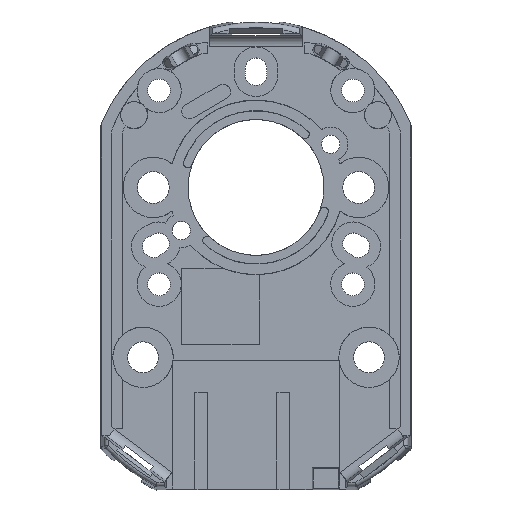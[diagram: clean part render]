
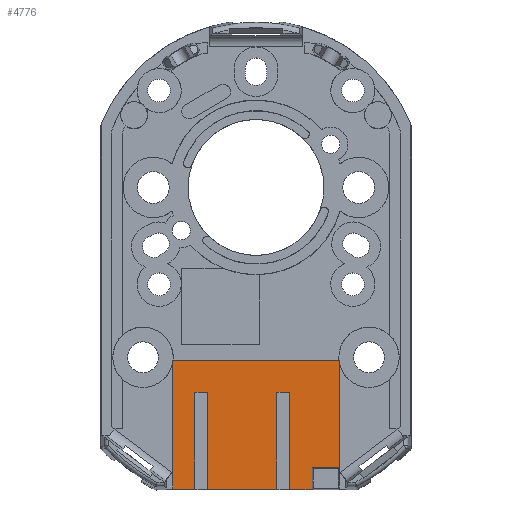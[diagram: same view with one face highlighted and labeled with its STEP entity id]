
A CAD part, top view. The second image highlights one B-rep face of the part: STEP entity #4776.
In plain terms, the highlighted planar face has unit normal (0, 0, 1).
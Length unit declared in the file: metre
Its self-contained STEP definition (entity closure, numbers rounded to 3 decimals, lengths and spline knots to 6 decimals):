
#356=CIRCLE('',#5254,0.0028);
#360=CIRCLE('',#5259,0.0028);
#1472=ORIENTED_EDGE('',*,*,#2204,.T.);
#1473=ORIENTED_EDGE('',*,*,#2552,.T.);
#1474=ORIENTED_EDGE('',*,*,#2550,.F.);
#1475=ORIENTED_EDGE('',*,*,#2189,.T.);
#1476=ORIENTED_EDGE('',*,*,#2297,.F.);
#1477=ORIENTED_EDGE('',*,*,#2483,.T.);
#1478=ORIENTED_EDGE('',*,*,#2362,.F.);
#1479=ORIENTED_EDGE('',*,*,#2479,.T.);
#1480=ORIENTED_EDGE('',*,*,#2315,.T.);
#1481=ORIENTED_EDGE('',*,*,#2553,.T.);
#1482=ORIENTED_EDGE('',*,*,#2192,.F.);
#1483=ORIENTED_EDGE('',*,*,#2195,.T.);
#1484=ORIENTED_EDGE('',*,*,#2197,.T.);
#1485=ORIENTED_EDGE('',*,*,#2554,.T.);
#1486=ORIENTED_EDGE('',*,*,#2199,.F.);
#1487=ORIENTED_EDGE('',*,*,#2202,.T.);
#2189=EDGE_CURVE('',#2860,#2859,#3256,.T.);
#2192=EDGE_CURVE('',#2861,#2862,#3259,.T.);
#2195=EDGE_CURVE('',#2861,#2863,#3262,.T.);
#2197=EDGE_CURVE('',#2863,#2864,#3264,.T.);
#2199=EDGE_CURVE('',#2865,#2866,#3266,.T.);
#2202=EDGE_CURVE('',#2865,#2867,#3269,.T.);
#2204=EDGE_CURVE('',#2867,#2868,#3271,.T.);
#2297=EDGE_CURVE('',#2929,#2859,#3325,.T.);
#2315=EDGE_CURVE('',#2943,#2942,#3336,.T.);
#2362=EDGE_CURVE('',#2967,#2968,#3366,.T.);
#2479=EDGE_CURVE('',#2967,#2943,#356,.T.);
#2483=EDGE_CURVE('',#2929,#2968,#360,.T.);
#2550=EDGE_CURVE('',#2860,#3079,#3438,.T.);
#2552=EDGE_CURVE('',#2868,#3079,#3440,.T.);
#2553=EDGE_CURVE('',#2942,#2862,#3441,.T.);
#2554=EDGE_CURVE('',#2864,#2866,#3442,.T.);
#2859=VERTEX_POINT('',#7531);
#2860=VERTEX_POINT('',#7533);
#2861=VERTEX_POINT('',#7537);
#2862=VERTEX_POINT('',#7539);
#2863=VERTEX_POINT('',#7543);
#2864=VERTEX_POINT('',#7547);
#2865=VERTEX_POINT('',#7551);
#2866=VERTEX_POINT('',#7553);
#2867=VERTEX_POINT('',#7557);
#2868=VERTEX_POINT('',#7561);
#2929=VERTEX_POINT('',#7778);
#2942=VERTEX_POINT('',#7815);
#2943=VERTEX_POINT('',#7817);
#2967=VERTEX_POINT('',#7924);
#2968=VERTEX_POINT('',#7926);
#3079=VERTEX_POINT('',#8318);
#3256=LINE('',#7532,#3602);
#3259=LINE('',#7538,#3605);
#3262=LINE('',#7544,#3608);
#3264=LINE('',#7548,#3610);
#3266=LINE('',#7552,#3612);
#3269=LINE('',#7558,#3615);
#3271=LINE('',#7562,#3617);
#3325=LINE('',#7779,#3671);
#3336=LINE('',#7816,#3682);
#3366=LINE('',#7925,#3712);
#3438=LINE('',#8317,#3784);
#3440=LINE('',#8321,#3786);
#3441=LINE('',#8322,#3787);
#3442=LINE('',#8323,#3788);
#3602=VECTOR('',#5876,1.);
#3605=VECTOR('',#5881,1.);
#3608=VECTOR('',#5886,1.);
#3610=VECTOR('',#5890,1.);
#3612=VECTOR('',#5894,1.);
#3615=VECTOR('',#5899,1.);
#3617=VECTOR('',#5903,1.);
#3671=VECTOR('',#6095,1.);
#3682=VECTOR('',#6132,1.);
#3712=VECTOR('',#6236,1.);
#3784=VECTOR('',#6646,1.);
#3786=VECTOR('',#6650,1.);
#3787=VECTOR('',#6651,1.);
#3788=VECTOR('',#6652,1.);
#4039=EDGE_LOOP('',(#1472,#1473,#1474,#1475,#1476,#1477,#1478,#1479,#1480,
#1481,#1482,#1483,#1484,#1485,#1486,#1487));
#4344=FACE_BOUND('',#4039,.T.);
#4550=PLANE('',#5306);
#4776=ADVANCED_FACE('',(#4344),#4550,.T.);
#5254=AXIS2_PLACEMENT_3D('',#8157,#6511,#6512);
#5259=AXIS2_PLACEMENT_3D('',#8163,#6521,#6522);
#5306=AXIS2_PLACEMENT_3D('',#8320,#6648,#6649);
#5876=DIRECTION('',(1.,0.,0.));
#5881=DIRECTION('',(0.,-1.,0.));
#5886=DIRECTION('',(1.,0.,0.));
#5890=DIRECTION('',(0.,-1.,0.));
#5894=DIRECTION('',(0.,-1.,0.));
#5899=DIRECTION('',(1.,0.,0.));
#5903=DIRECTION('',(0.,-1.,0.));
#6095=DIRECTION('',(0.,-1.,0.));
#6132=DIRECTION('',(0.,-1.,0.));
#6236=DIRECTION('',(1.,0.,0.));
#6511=DIRECTION('',(0.,0.,-1.));
#6512=DIRECTION('',(-1.,0.,0.));
#6521=DIRECTION('',(0.,0.,-1.));
#6522=DIRECTION('',(-1.,0.,0.));
#6646=DIRECTION('',(0.,-1.,0.));
#6648=DIRECTION('',(0.,0.,1.));
#6649=DIRECTION('',(0.,-1.,0.));
#6650=DIRECTION('',(1.,0.,0.));
#6651=DIRECTION('',(1.,0.,0.));
#6652=DIRECTION('',(1.,0.,0.));
#7531=CARTESIAN_POINT('',(0.00772,-0.025982,-0.00191));
#7532=CARTESIAN_POINT('',(0.,-0.025982,-0.00191));
#7533=CARTESIAN_POINT('',(0.0052,-0.025982,-0.00191));
#7537=CARTESIAN_POINT('',(-0.00567,-0.019,-0.00191));
#7538=CARTESIAN_POINT('',(-0.00567,-0.01042,-0.00191));
#7539=CARTESIAN_POINT('',(-0.00567,-0.027982,-0.00191));
#7543=CARTESIAN_POINT('',(-0.00447,-0.019,-0.00191));
#7544=CARTESIAN_POINT('',(0.,-0.019,-0.00191));
#7547=CARTESIAN_POINT('',(-0.00447,-0.027982,-0.00191));
#7548=CARTESIAN_POINT('',(-0.00447,-0.01042,-0.00191));
#7551=CARTESIAN_POINT('',(0.00193,-0.019,-0.00191));
#7552=CARTESIAN_POINT('',(0.00193,-0.01042,-0.00191));
#7553=CARTESIAN_POINT('',(0.00193,-0.027982,-0.00191));
#7557=CARTESIAN_POINT('',(0.00313,-0.019,-0.00191));
#7558=CARTESIAN_POINT('',(0.,-0.019,-0.00191));
#7561=CARTESIAN_POINT('',(0.00313,-0.027982,-0.00191));
#7562=CARTESIAN_POINT('',(0.00313,-0.01042,-0.00191));
#7778=CARTESIAN_POINT('',(0.00772,-0.016234,-0.00191));
#7779=CARTESIAN_POINT('',(0.00772,-0.01042,-0.00191));
#7815=CARTESIAN_POINT('',(-0.00772,-0.027982,-0.00191));
#7816=CARTESIAN_POINT('',(-0.00772,-0.01042,-0.00191));
#7817=CARTESIAN_POINT('',(-0.00772,-0.016234,-0.00191));
#7924=CARTESIAN_POINT('',(-0.007689,-0.016,-0.00191));
#7925=CARTESIAN_POINT('',(0.,-0.016,-0.00191));
#7926=CARTESIAN_POINT('',(0.007689,-0.016,-0.00191));
#8157=CARTESIAN_POINT('',(-0.010478,-0.015748,-0.00191));
#8163=CARTESIAN_POINT('',(0.010478,-0.015748,-0.00191));
#8317=CARTESIAN_POINT('',(0.0052,-0.01042,-0.00191));
#8318=CARTESIAN_POINT('',(0.0052,-0.027982,-0.00191));
#8320=CARTESIAN_POINT('',(0.,-0.01042,-0.00191));
#8321=CARTESIAN_POINT('',(0.,-0.027982,-0.00191));
#8322=CARTESIAN_POINT('',(0.,-0.027982,-0.00191));
#8323=CARTESIAN_POINT('',(0.,-0.027982,-0.00191));
